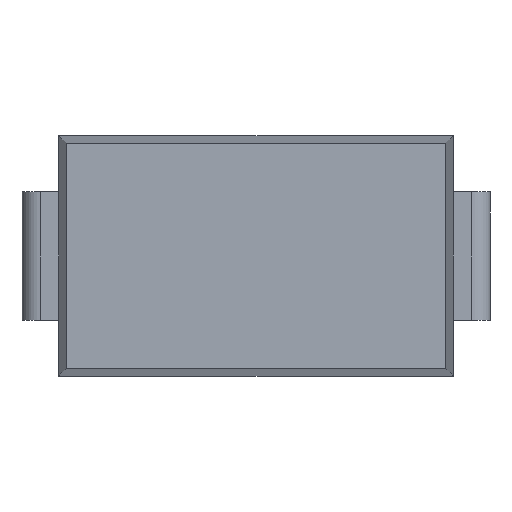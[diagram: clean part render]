
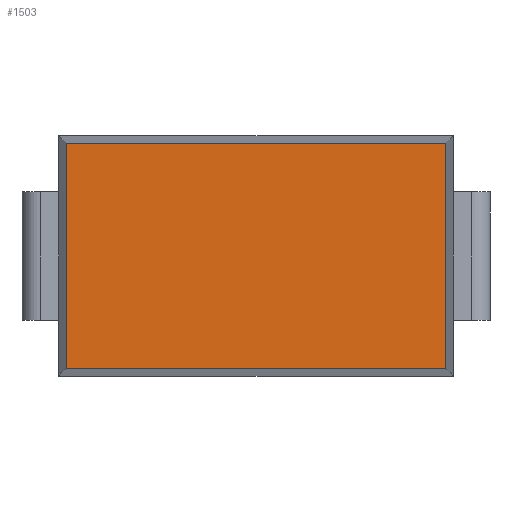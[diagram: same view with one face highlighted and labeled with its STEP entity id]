
A CAD part, top view. The second image highlights one B-rep face of the part: STEP entity #1503.
In plain terms, the highlighted planar face has unit normal (0, 0, 1).
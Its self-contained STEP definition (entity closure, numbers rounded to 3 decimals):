
#127=FACE_OUTER_BOUND('',#215,.T.);
#215=EDGE_LOOP('',(#1030,#1031,#1032,#1033));
#325=LINE('',#2220,#485);
#327=LINE('',#2224,#487);
#328=LINE('',#2227,#488);
#329=LINE('',#2228,#489);
#485=VECTOR('',#1770,1.);
#487=VECTOR('',#1774,1.);
#488=VECTOR('',#1777,1.);
#489=VECTOR('',#1778,1.);
#637=VERTEX_POINT('',#2216);
#638=VERTEX_POINT('',#2218);
#639=VERTEX_POINT('',#2222);
#640=VERTEX_POINT('',#2226);
#793=EDGE_CURVE('',#637,#638,#325,.T.);
#795=EDGE_CURVE('',#638,#639,#327,.T.);
#796=EDGE_CURVE('',#640,#637,#328,.T.);
#797=EDGE_CURVE('',#639,#640,#329,.T.);
#1030=ORIENTED_EDGE('',*,*,#796,.T.);
#1031=ORIENTED_EDGE('',*,*,#793,.T.);
#1032=ORIENTED_EDGE('',*,*,#795,.T.);
#1033=ORIENTED_EDGE('',*,*,#797,.T.);
#1439=PLANE('',#1598);
#1503=ADVANCED_FACE('',(#127),#1439,.T.);
#1598=AXIS2_PLACEMENT_3D('',#2225,#1775,#1776);
#1770=DIRECTION('',(0.,-1.,0.));
#1774=DIRECTION('',(1.,0.,0.));
#1775=DIRECTION('center_axis',(0.,0.,1.));
#1776=DIRECTION('ref_axis',(1.,0.,0.));
#1777=DIRECTION('',(-1.,0.,0.));
#1778=DIRECTION('',(0.,1.,0.));
#2216=CARTESIAN_POINT('',(55.014,1.446,260.877));
#2218=CARTESIAN_POINT('',(55.014,-1.008,260.877));
#2220=CARTESIAN_POINT('',(55.014,0.219,260.877));
#2222=CARTESIAN_POINT('',(59.148,-1.008,260.877));
#2224=CARTESIAN_POINT('',(57.081,-1.008,260.877));
#2225=CARTESIAN_POINT('Origin',(57.081,0.219,260.877));
#2226=CARTESIAN_POINT('',(59.148,1.446,260.877));
#2227=CARTESIAN_POINT('',(57.081,1.446,260.877));
#2228=CARTESIAN_POINT('',(59.148,0.219,260.877));
